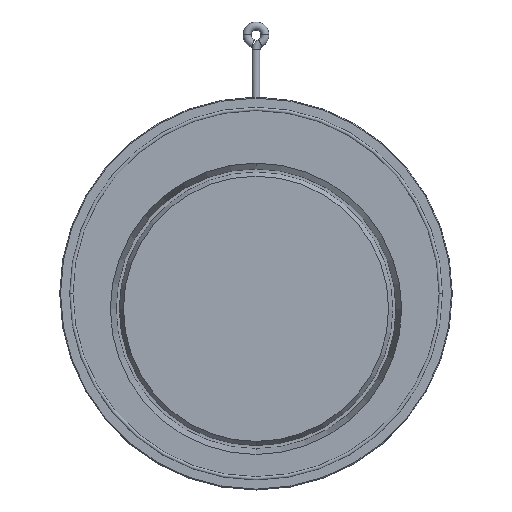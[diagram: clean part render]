
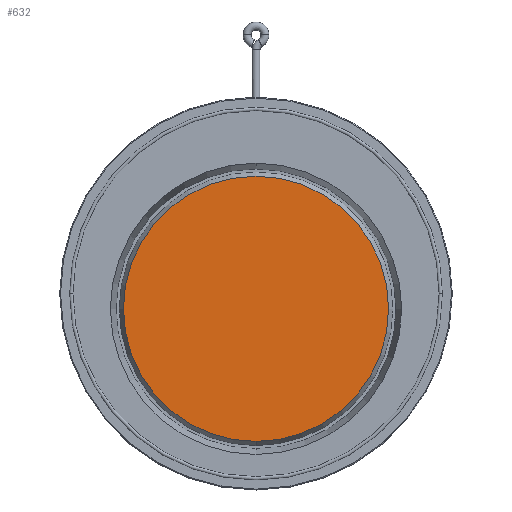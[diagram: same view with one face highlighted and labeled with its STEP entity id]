
A CAD part, top view. The second image highlights one B-rep face of the part: STEP entity #632.
In plain terms, the highlighted planar face has unit normal (0, 0, 1).
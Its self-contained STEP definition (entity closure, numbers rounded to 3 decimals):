
#54 = AXIS2_PLACEMENT_3D ( 'NONE', #533, #85, #77 ) ;
#77 = DIRECTION ( 'NONE',  ( 0., -1., 0. ) ) ;
#85 = DIRECTION ( 'NONE',  ( 0., 0., 1. ) ) ;
#176 = EDGE_CURVE ( 'NONE', #285, #1221, #191, .T. ) ;
#191 = CIRCLE ( 'NONE', #644, 165.804 ) ;
#285 = VERTEX_POINT ( 'NONE', #568 ) ;
#327 = ORIENTED_EDGE ( 'NONE', *, *, #835, .F. ) ;
#344 = ORIENTED_EDGE ( 'NONE', *, *, #176, .F. ) ;
#373 = CARTESIAN_POINT ( 'NONE',  ( 0., -19., 41.5 ) ) ;
#376 = DIRECTION ( 'NONE',  ( 0., 0., -1. ) ) ;
#386 = DIRECTION ( 'NONE',  ( 0., 1., 0. ) ) ;
#533 = CARTESIAN_POINT ( 'NONE',  ( 0., 146.804, 41.5 ) ) ;
#546 = CARTESIAN_POINT ( 'NONE',  ( 0., -19., 41.5 ) ) ;
#568 = CARTESIAN_POINT ( 'NONE',  ( 0., -184.804, 41.5 ) ) ;
#632 = ADVANCED_FACE ( 'NONE', ( #976 ), #1275, .T. ) ;
#643 = DIRECTION ( 'NONE',  ( 0., 1., 0. ) ) ;
#644 = AXIS2_PLACEMENT_3D ( 'NONE', #373, #376, #386 ) ;
#835 = EDGE_CURVE ( 'NONE', #1221, #285, #1034, .T. ) ;
#976 = FACE_OUTER_BOUND ( 'NONE', #1133, .T. ) ;
#1034 = CIRCLE ( 'NONE', #1128, 165.804 ) ;
#1128 = AXIS2_PLACEMENT_3D ( 'NONE', #546, #1249, #643 ) ;
#1133 = EDGE_LOOP ( 'NONE', ( #327, #344 ) ) ;
#1138 = CARTESIAN_POINT ( 'NONE',  ( 0., 146.804, 41.5 ) ) ;
#1221 = VERTEX_POINT ( 'NONE', #1138 ) ;
#1249 = DIRECTION ( 'NONE',  ( 0., 0., -1. ) ) ;
#1275 = PLANE ( 'NONE',  #54 ) ;
